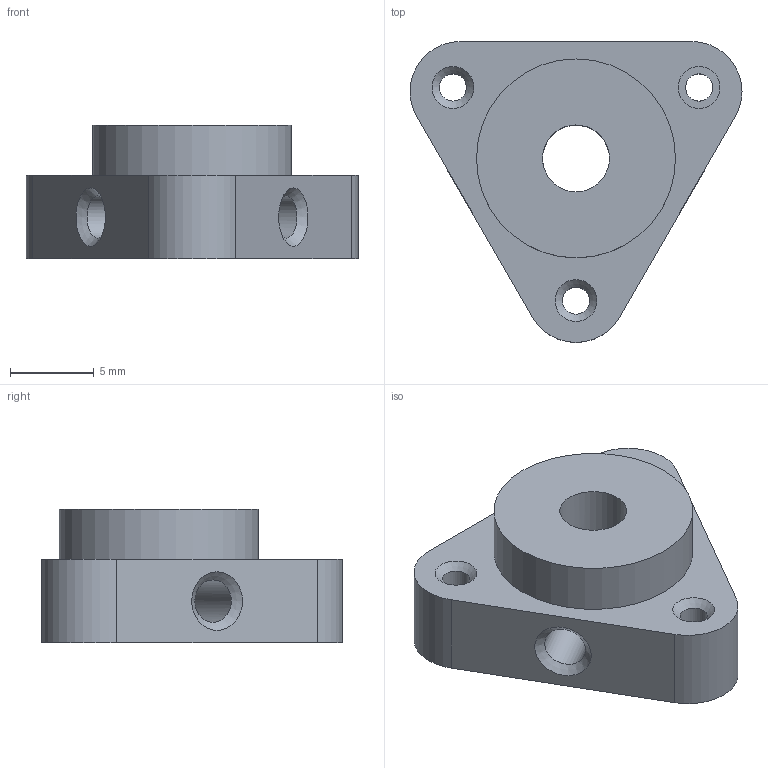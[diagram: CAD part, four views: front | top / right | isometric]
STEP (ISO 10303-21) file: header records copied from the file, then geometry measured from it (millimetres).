
FILE_DESCRIPTION(/* description */ (''),/* implementation_level */ '2;1');
FILE_NAME(/* name */ 'Hub v9.step',/* time_stamp */ '2023-12-31T14:46:32+01:00',/* author */ (''),/* organization */ (''),/* preprocessor_version */ 'ST-DEVELOPER v20',/* originating_system */ 'Autodesk Translation Framework v12.14.0.127',/* authorisation */ '');
FILE_SCHEMA (('AUTOMOTIVE_DESIGN { 1 0 10303 214 3 1 1 }'));
Length unit declared in the file: millimetre
Products named in the file (1): Hub
Bounding box: 19.86 x 18 x 8 mm (x, y, z)
Volume: 1300.8 mm3; surface area: 1110.3 mm2
Topology: 1 solids, 1 shells, 23 faces, 57 edges, 36 vertices
Faces by surface type: cylinder 11, plane 6, cone 6
Full cylindrical faces by diameter (mm): 1.623 x3, 2.529 x3, 4 x1, 11.9 x1
Entity records: 844 total; most frequent: CARTESIAN_POINT 222, DIRECTION 125, ORIENTED_EDGE 114, EDGE_CURVE 57, AXIS2_PLACEMENT_3D 49, EDGE_LOOP 37, VERTEX_POINT 36, LINE 27
